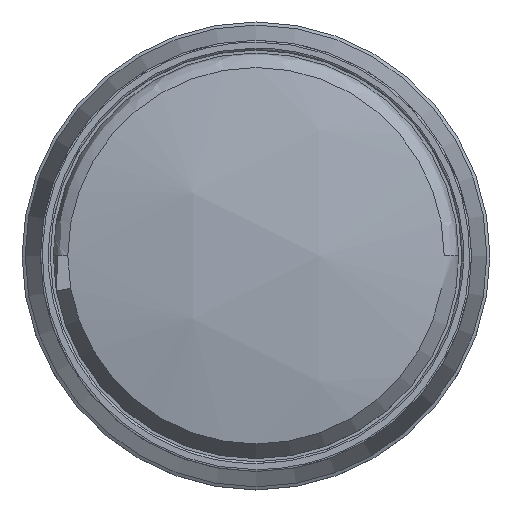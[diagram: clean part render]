
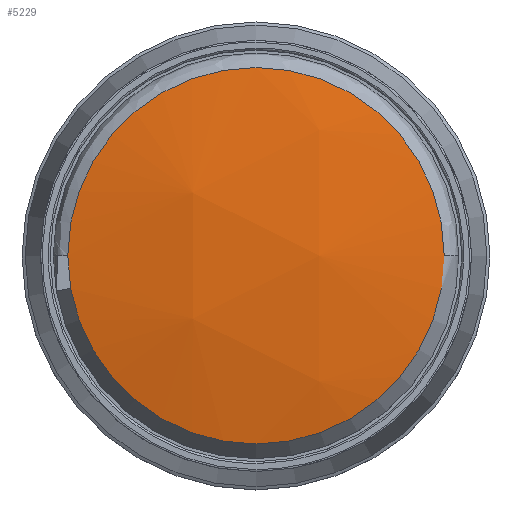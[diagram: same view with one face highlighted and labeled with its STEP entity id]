
A CAD part, top view. The second image highlights one B-rep face of the part: STEP entity #5229.
In plain terms, the highlighted spherical face has radius 135 mm.
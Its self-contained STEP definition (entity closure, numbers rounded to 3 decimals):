
#150 = CIRCLE ( 'NONE', #8524, 30.17 ) ;
#402 = EDGE_CURVE ( 'NONE', #2884, #3016, #2644, .T. ) ;
#767 = ORIENTED_EDGE ( 'NONE', *, *, #402, .F. ) ;
#1197 = DIRECTION ( 'NONE',  ( -1., 0., 0. ) ) ;
#2391 = DIRECTION ( 'NONE',  ( 0., 1., 0. ) ) ;
#2555 = AXIS2_PLACEMENT_3D ( 'NONE', #11493, #1197, #5768 ) ;
#2644 = CIRCLE ( 'NONE', #9112, 30.17 ) ;
#2884 = VERTEX_POINT ( 'NONE', #12580 ) ;
#3016 = VERTEX_POINT ( 'NONE', #11960 ) ;
#3040 = DIRECTION ( 'NONE',  ( 0., 1., 0. ) ) ;
#3378 = ORIENTED_EDGE ( 'NONE', *, *, #4065, .F. ) ;
#4065 = EDGE_CURVE ( 'NONE', #3016, #2884, #150, .T. ) ;
#4423 = EDGE_LOOP ( 'NONE', ( #767, #3378 ) ) ;
#5229 = ADVANCED_FACE ( 'NONE', ( #8023 ), #6890, .T. ) ;
#5768 = DIRECTION ( 'NONE',  ( 0., 1., 0. ) ) ;
#6890 = SPHERICAL_SURFACE ( 'NONE', #2555, 135. ) ;
#8023 = FACE_OUTER_BOUND ( 'NONE', #4423, .T. ) ;
#8093 = CARTESIAN_POINT ( 'NONE',  ( 0., 0., 50.085 ) ) ;
#8524 = AXIS2_PLACEMENT_3D ( 'NONE', #8093, #12686, #2391 ) ;
#8745 = CARTESIAN_POINT ( 'NONE',  ( 0., 0., 50.085 ) ) ;
#9112 = AXIS2_PLACEMENT_3D ( 'NONE', #8745, #13340, #3040 ) ;
#11493 = CARTESIAN_POINT ( 'NONE',  ( 0., 0., -81.5 ) ) ;
#11960 = CARTESIAN_POINT ( 'NONE',  ( -30.17, 0., 50.085 ) ) ;
#12580 = CARTESIAN_POINT ( 'NONE',  ( 30.17, 0., 50.085 ) ) ;
#12686 = DIRECTION ( 'NONE',  ( 0., 0., -1. ) ) ;
#13340 = DIRECTION ( 'NONE',  ( 0., 0., -1. ) ) ;
